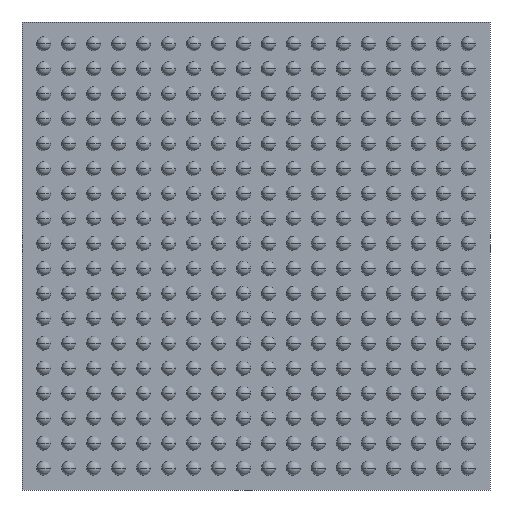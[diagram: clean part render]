
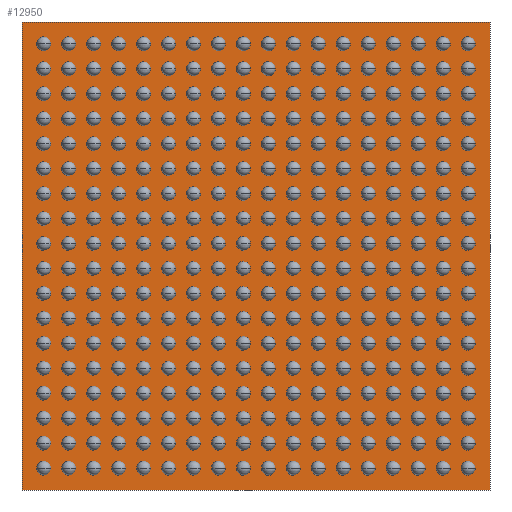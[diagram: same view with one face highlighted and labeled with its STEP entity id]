
A CAD part, front view. The second image highlights one B-rep face of the part: STEP entity #12950.
In plain terms, the highlighted planar face has unit normal (0, -1, 0).
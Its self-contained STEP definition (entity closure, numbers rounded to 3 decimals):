
#66 = VERTEX_POINT ( 'NONE', #8344 ) ;
#671 = CARTESIAN_POINT ( 'NONE',  ( 7.5, 0.4, -7.5 ) ) ;
#1397 = FACE_OUTER_BOUND ( 'NONE', #11845, .T. ) ;
#4987 = PLANE ( 'NONE',  #13221 ) ;
#6865 = DIRECTION ( 'NONE',  ( -1., 0., 0. ) ) ;
#7319 = DIRECTION ( 'NONE',  ( -1., 0., 0. ) ) ;
#8344 = CARTESIAN_POINT ( 'NONE',  ( 7.5, 0.4, 7.5 ) ) ;
#8507 = DIRECTION ( 'NONE',  ( 0., 0., 1. ) ) ;
#8659 = DIRECTION ( 'NONE',  ( 0., 0., 1. ) ) ;
#9106 = VECTOR ( 'NONE', #6865, 1000. ) ;
#9527 = EDGE_CURVE ( 'NONE', #66, #12897, #19806, .T. ) ;
#10459 = VERTEX_POINT ( 'NONE', #17291 ) ;
#10652 = LINE ( 'NONE', #671, #10761 ) ;
#10761 = VECTOR ( 'NONE', #8659, 1000. ) ;
#10786 = LINE ( 'NONE', #21118, #9106 ) ;
#11408 = ORIENTED_EDGE ( 'NONE', *, *, #16044, .F. ) ;
#11427 = ORIENTED_EDGE ( 'NONE', *, *, #23801, .F. ) ;
#11845 = EDGE_LOOP ( 'NONE', ( #11408, #11427, #18738, #20006 ) ) ;
#12897 = VERTEX_POINT ( 'NONE', #18814 ) ;
#12950 = ADVANCED_FACE ( 'NONE', ( #1397 ), #4987, .F. ) ;
#13221 = AXIS2_PLACEMENT_3D ( 'NONE', #17088, #25063, #7319 ) ;
#13906 = CARTESIAN_POINT ( 'NONE',  ( -7.5, 0.4, 7.5 ) ) ;
#14502 = LINE ( 'NONE', #16709, #18906 ) ;
#14946 = VECTOR ( 'NONE', #25395, 1000. ) ;
#16044 = EDGE_CURVE ( 'NONE', #10459, #12897, #14502, .T. ) ;
#16709 = CARTESIAN_POINT ( 'NONE',  ( -7.5, 0.4, -7.5 ) ) ;
#17088 = CARTESIAN_POINT ( 'NONE',  ( -7.5, 0.4, -7.5 ) ) ;
#17291 = CARTESIAN_POINT ( 'NONE',  ( -7.5, 0.4, -7.5 ) ) ;
#18738 = ORIENTED_EDGE ( 'NONE', *, *, #19071, .T. ) ;
#18814 = CARTESIAN_POINT ( 'NONE',  ( -7.5, 0.4, 7.5 ) ) ;
#18906 = VECTOR ( 'NONE', #8507, 1000. ) ;
#19071 = EDGE_CURVE ( 'NONE', #25341, #66, #10652, .T. ) ;
#19806 = LINE ( 'NONE', #13906, #14946 ) ;
#20006 = ORIENTED_EDGE ( 'NONE', *, *, #9527, .T. ) ;
#20534 = CARTESIAN_POINT ( 'NONE',  ( 7.5, 0.4, -7.5 ) ) ;
#21118 = CARTESIAN_POINT ( 'NONE',  ( -7.5, 0.4, -7.5 ) ) ;
#23801 = EDGE_CURVE ( 'NONE', #25341, #10459, #10786, .T. ) ;
#25063 = DIRECTION ( 'NONE',  ( 0., 1., 0. ) ) ;
#25341 = VERTEX_POINT ( 'NONE', #20534 ) ;
#25395 = DIRECTION ( 'NONE',  ( -1., 0., 0. ) ) ;
